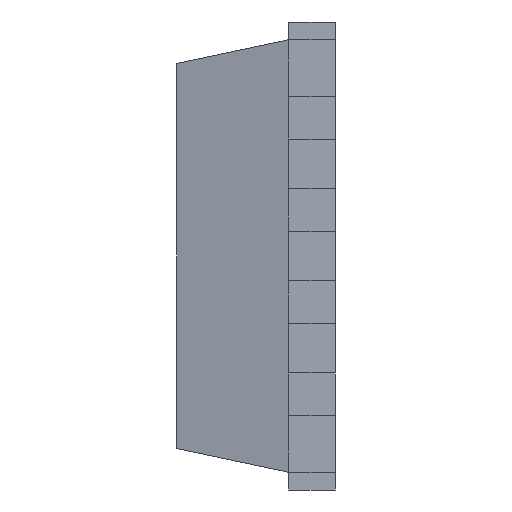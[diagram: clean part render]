
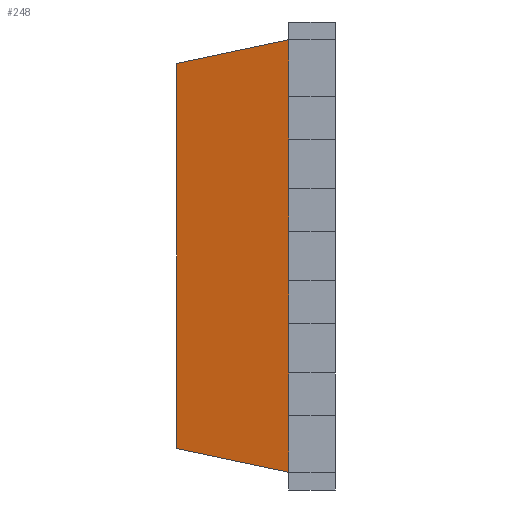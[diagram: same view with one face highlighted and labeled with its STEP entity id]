
A CAD part, left-side view. The second image highlights one B-rep face of the part: STEP entity #248.
In plain terms, the highlighted planar face has unit normal (-0.978, 0.208, 0).
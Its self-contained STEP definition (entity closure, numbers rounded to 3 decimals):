
#66 = LINE ( 'NONE', #2323, #4122 ) ;
#75 = CARTESIAN_POINT ( 'NONE',  ( -1.525, 0.33, -1.525 ) ) ;
#137 = ORIENTED_EDGE ( 'NONE', *, *, #3442, .T. ) ;
#200 = EDGE_CURVE ( 'NONE', #1876, #279, #2266, .T. ) ;
#219 = VERTEX_POINT ( 'NONE', #1213 ) ;
#248 = ADVANCED_FACE ( 'NONE', ( #4164 ), #3459, .T. ) ;
#279 = VERTEX_POINT ( 'NONE', #3584 ) ;
#330 = VECTOR ( 'NONE', #999, 1000. ) ;
#368 = EDGE_LOOP ( 'NONE', ( #2572, #843, #545, #1198, #2646, #1908, #939, #2146, #137, #2265, #3587, #918 ) ) ;
#450 = VERTEX_POINT ( 'NONE', #3097 ) ;
#545 = ORIENTED_EDGE ( 'NONE', *, *, #3523, .T. ) ;
#713 = LINE ( 'NONE', #3233, #3866 ) ;
#777 = CARTESIAN_POINT ( 'NONE',  ( -1.525, 0.33, -1.125 ) ) ;
#843 = ORIENTED_EDGE ( 'NONE', *, *, #1619, .F. ) ;
#871 = CARTESIAN_POINT ( 'NONE',  ( -1.525, 0.33, 0.175 ) ) ;
#905 = EDGE_CURVE ( 'NONE', #4126, #219, #713, .T. ) ;
#918 = ORIENTED_EDGE ( 'NONE', *, *, #3801, .T. ) ;
#939 = ORIENTED_EDGE ( 'NONE', *, *, #3983, .T. ) ;
#966 = DIRECTION ( 'NONE',  ( 0., 0., -1. ) ) ;
#999 = DIRECTION ( 'NONE',  ( 0., 0., -1. ) ) ;
#1190 = EDGE_CURVE ( 'NONE', #1805, #1876, #1678, .T. ) ;
#1198 = ORIENTED_EDGE ( 'NONE', *, *, #905, .F. ) ;
#1211 = LINE ( 'NONE', #3820, #1987 ) ;
#1213 = CARTESIAN_POINT ( 'NONE',  ( -1.525, 0.33, -0.475 ) ) ;
#1229 = DIRECTION ( 'NONE',  ( 0., 0., -1. ) ) ;
#1376 = DIRECTION ( 'NONE',  ( 0., 0., 1. ) ) ;
#1490 = EDGE_CURVE ( 'NONE', #1731, #4063, #1211, .T. ) ;
#1550 = CARTESIAN_POINT ( 'NONE',  ( -1.525, 0.33, -1.525 ) ) ;
#1557 = CARTESIAN_POINT ( 'NONE',  ( -1.525, 0.33, -1.525 ) ) ;
#1619 = EDGE_CURVE ( 'NONE', #2728, #2522, #66, .T. ) ;
#1674 = LINE ( 'NONE', #3296, #1816 ) ;
#1678 = LINE ( 'NONE', #2971, #3252 ) ;
#1713 = DIRECTION ( 'NONE',  ( 0., 0., -1. ) ) ;
#1731 = VERTEX_POINT ( 'NONE', #2068 ) ;
#1772 = CARTESIAN_POINT ( 'NONE',  ( -1.525, 0.33, 1.125 ) ) ;
#1805 = VERTEX_POINT ( 'NONE', #3426 ) ;
#1816 = VECTOR ( 'NONE', #1376, 1000. ) ;
#1865 = DIRECTION ( 'NONE',  ( -0.204, -0.958, 0.204 ) ) ;
#1875 = LINE ( 'NONE', #1550, #3798 ) ;
#1876 = VERTEX_POINT ( 'NONE', #2842 ) ;
#1887 = CARTESIAN_POINT ( 'NONE',  ( -1.525, 0.33, -1.525 ) ) ;
#1908 = ORIENTED_EDGE ( 'NONE', *, *, #1490, .F. ) ;
#1913 = LINE ( 'NONE', #1887, #2727 ) ;
#1948 = CARTESIAN_POINT ( 'NONE',  ( -1.525, 0.33, 1.525 ) ) ;
#1987 = VECTOR ( 'NONE', #1229, 1000. ) ;
#2068 = CARTESIAN_POINT ( 'NONE',  ( -1.525, 0.33, 0.475 ) ) ;
#2111 = CARTESIAN_POINT ( 'NONE',  ( -1.525, 0.33, -0.175 ) ) ;
#2122 = VECTOR ( 'NONE', #2590, 1000. ) ;
#2146 = ORIENTED_EDGE ( 'NONE', *, *, #3911, .F. ) ;
#2243 = VECTOR ( 'NONE', #2622, 1000. ) ;
#2265 = ORIENTED_EDGE ( 'NONE', *, *, #200, .F. ) ;
#2266 = LINE ( 'NONE', #1948, #3655 ) ;
#2323 = CARTESIAN_POINT ( 'NONE',  ( -1.525, 0.33, 0. ) ) ;
#2371 = LINE ( 'NONE', #75, #2243 ) ;
#2433 = CARTESIAN_POINT ( 'NONE',  ( -1.525, 0.33, -1.525 ) ) ;
#2491 = DIRECTION ( 'NONE',  ( 0., 0., 1. ) ) ;
#2513 = LINE ( 'NONE', #2433, #2614 ) ;
#2522 = VERTEX_POINT ( 'NONE', #777 ) ;
#2559 = DIRECTION ( 'NONE',  ( -0.208, -0.978, 0. ) ) ;
#2564 = EDGE_CURVE ( 'NONE', #3000, #2522, #2371, .T. ) ;
#2572 = ORIENTED_EDGE ( 'NONE', *, *, #2564, .T. ) ;
#2590 = DIRECTION ( 'NONE',  ( 0., 0., 1. ) ) ;
#2614 = VECTOR ( 'NONE', #3078, 1000. ) ;
#2622 = DIRECTION ( 'NONE',  ( 0., 0., 1. ) ) ;
#2646 = ORIENTED_EDGE ( 'NONE', *, *, #2974, .T. ) ;
#2727 = VECTOR ( 'NONE', #3877, 1000. ) ;
#2728 = VERTEX_POINT ( 'NONE', #3705 ) ;
#2842 = CARTESIAN_POINT ( 'NONE',  ( -1.357, 1.12, 1.357 ) ) ;
#2873 = CARTESIAN_POINT ( 'NONE',  ( -1.525, 0.33, 0. ) ) ;
#2903 = LINE ( 'NONE', #3257, #2122 ) ;
#2934 = LINE ( 'NONE', #2873, #330 ) ;
#2971 = CARTESIAN_POINT ( 'NONE',  ( -1.357, 1.12, -1.525 ) ) ;
#2974 = EDGE_CURVE ( 'NONE', #4126, #4063, #1875, .T. ) ;
#3000 = VERTEX_POINT ( 'NONE', #4076 ) ;
#3013 = DIRECTION ( 'NONE',  ( 0., 0., 1. ) ) ;
#3078 = DIRECTION ( 'NONE',  ( -0.204, -0.958, -0.204 ) ) ;
#3097 = CARTESIAN_POINT ( 'NONE',  ( -1.525, 0.33, 0.825 ) ) ;
#3233 = CARTESIAN_POINT ( 'NONE',  ( -1.525, 0.33, 0. ) ) ;
#3241 = AXIS2_PLACEMENT_3D ( 'NONE', #1557, #3824, #2559 ) ;
#3252 = VECTOR ( 'NONE', #3013, 1000. ) ;
#3257 = CARTESIAN_POINT ( 'NONE',  ( -1.525, 0.33, -1.525 ) ) ;
#3296 = CARTESIAN_POINT ( 'NONE',  ( -1.525, 0.33, -1.525 ) ) ;
#3426 = CARTESIAN_POINT ( 'NONE',  ( -1.357, 1.12, -1.357 ) ) ;
#3442 = EDGE_CURVE ( 'NONE', #4151, #279, #1913, .T. ) ;
#3459 = PLANE ( 'NONE',  #3241 ) ;
#3523 = EDGE_CURVE ( 'NONE', #2728, #219, #2903, .T. ) ;
#3584 = CARTESIAN_POINT ( 'NONE',  ( -1.525, 0.33, 1.525 ) ) ;
#3587 = ORIENTED_EDGE ( 'NONE', *, *, #1190, .F. ) ;
#3655 = VECTOR ( 'NONE', #1865, 1000. ) ;
#3705 = CARTESIAN_POINT ( 'NONE',  ( -1.525, 0.33, -0.825 ) ) ;
#3798 = VECTOR ( 'NONE', #2491, 1000. ) ;
#3801 = EDGE_CURVE ( 'NONE', #1805, #3000, #2513, .T. ) ;
#3820 = CARTESIAN_POINT ( 'NONE',  ( -1.525, 0.33, 0. ) ) ;
#3824 = DIRECTION ( 'NONE',  ( -0.978, 0.208, 0. ) ) ;
#3866 = VECTOR ( 'NONE', #966, 1000. ) ;
#3877 = DIRECTION ( 'NONE',  ( 0., 0., 1. ) ) ;
#3911 = EDGE_CURVE ( 'NONE', #4151, #450, #2934, .T. ) ;
#3983 = EDGE_CURVE ( 'NONE', #1731, #450, #1674, .T. ) ;
#4063 = VERTEX_POINT ( 'NONE', #871 ) ;
#4076 = CARTESIAN_POINT ( 'NONE',  ( -1.525, 0.33, -1.525 ) ) ;
#4122 = VECTOR ( 'NONE', #1713, 1000. ) ;
#4126 = VERTEX_POINT ( 'NONE', #2111 ) ;
#4151 = VERTEX_POINT ( 'NONE', #1772 ) ;
#4164 = FACE_OUTER_BOUND ( 'NONE', #368, .T. ) ;
